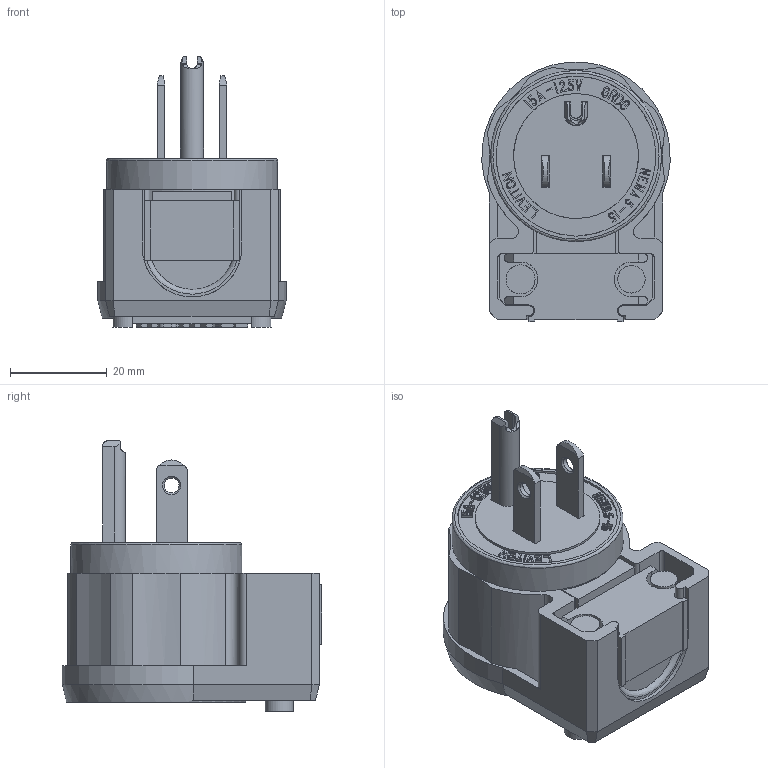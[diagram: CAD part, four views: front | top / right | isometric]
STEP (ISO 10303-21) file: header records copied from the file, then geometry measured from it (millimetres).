
FILE_DESCRIPTION (( 'STEP AP214' ), '1' );
FILE_NAME ('CATSTD-08215-CAT-M01.STEP', '2020-03-03T18:35:37', ( '' ), ( '' ), 'SwSTEP 2.0', 'SolidWorks 2017', '' );
FILE_SCHEMA (( 'AUTOMOTIVE_DESIGN' ));
Length unit declared in the file: inch
Products named in the file (2): CATSTD-08215-CAT-M01
Bounding box: 38.85 x 53.55 x 55.83 mm (x, y, z)
Volume: 49908 mm3; surface area: 12604 mm2
Topology: 1 solids, 1 shells, 968 faces, 2795 edges, 1879 vertices
Faces by surface type: plane 878, cylinder 82, cone 5, bspline 3
Full cylindrical faces by diameter (mm): 3.048 x2, 5.639 x1, 5.994 x1, 6.828 x1, 7.518 x1, 25.756 x1, 35.306 x1
Entity records: 47404 total; most frequent: CARTESIAN_POINT 10977, ORIENTED_EDGE 5552, DIRECTION 3906, EDGE_CURVE 2776, VECTOR 1904, LINE 1904, VERTEX_POINT 1875, EDGE_LOOP 1037
